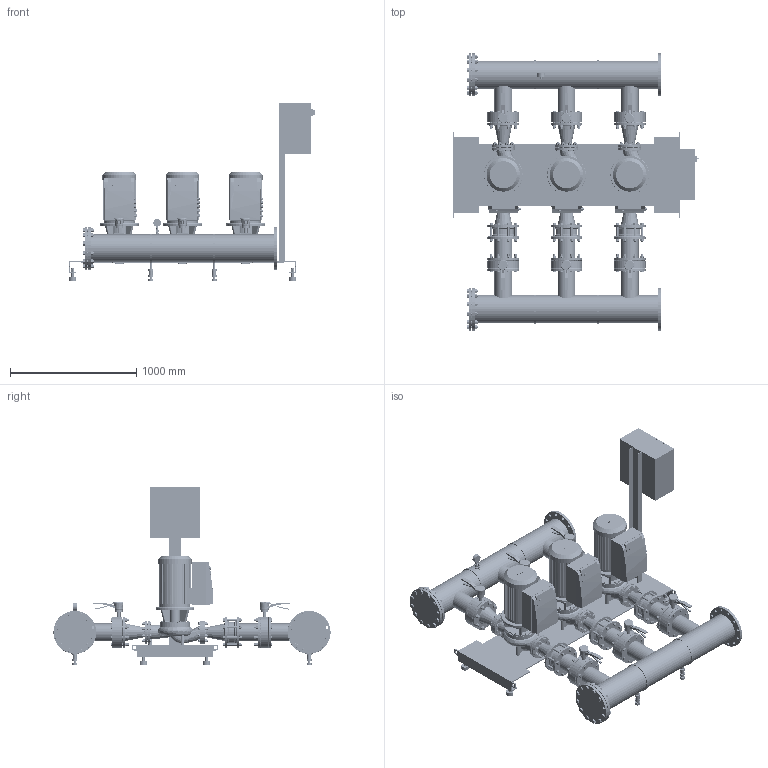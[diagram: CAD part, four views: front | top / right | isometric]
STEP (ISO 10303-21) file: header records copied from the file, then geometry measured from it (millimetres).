
FILE_DESCRIPTION((''),'2;1');
FILE_NAME('3d_SiFlux-21-IL-E65_160-7_5_2-SC-16-T4-4189230.stp','2015-07-31T10:08:39',(''),(''),'Mechanical Desktop 2009','Mechanical Desktop 2009',', , ');
FILE_SCHEMA(('CONFIG_CONTROL_DESIGN'));
Length unit declared in the file: millimetre
Products named in the file (1): Product
Bounding box: 1950 x 2192 x 1409 mm (x, y, z)
Volume: 412596316.7 mm3; surface area: 20567440.6 mm2
Topology: 483 solids, 483 shells, 10354 faces, 23845 edges, 14762 vertices
Faces by surface type: bspline 4609, plane 2521, cylinder 1554, cone 1493, torus 173, sphere 4
Full cylindrical faces by diameter (mm): 30 x9, 229.1 x4
Entity records: 348243 total; most frequent: CARTESIAN_POINT 137695, ORIENTED_EDGE 47662, DIRECTION 39010, EDGE_CURVE 23831, AXIS2_PLACEMENT_3D 15089, VERTEX_POINT 14760, EDGE_LOOP 11663, FACE_OUTER_BOUND 10354
